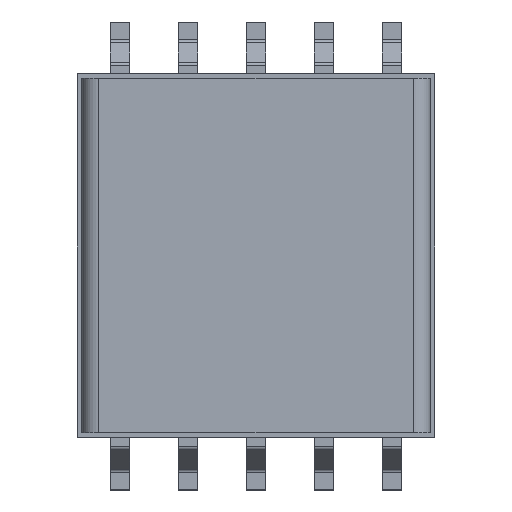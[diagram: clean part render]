
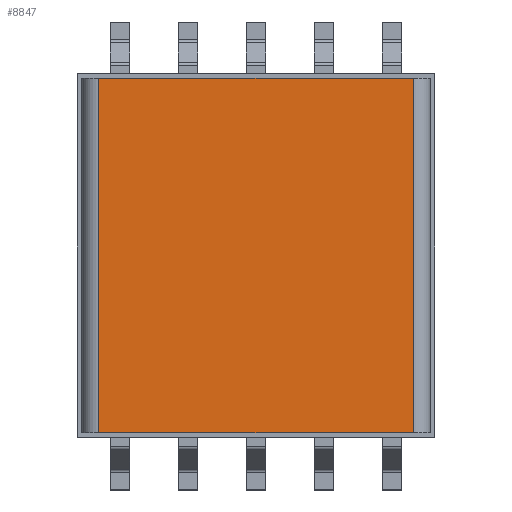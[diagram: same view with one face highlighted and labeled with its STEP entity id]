
A CAD part, top view. The second image highlights one B-rep face of the part: STEP entity #8847.
In plain terms, the highlighted face is planar.
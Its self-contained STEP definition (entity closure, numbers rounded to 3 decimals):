
#207=PLANE('',#9482);
#857=LINE('',#13229,#1491);
#876=LINE('',#13271,#1510);
#877=LINE('',#13273,#1511);
#878=LINE('',#13275,#1512);
#1491=VECTOR('',#11322,1000.);
#1510=VECTOR('',#11363,1000.);
#1511=VECTOR('',#11364,1000.);
#1512=VECTOR('',#11365,1000.);
#3616=ORIENTED_EDGE('',*,*,#4562,.T.);
#3617=ORIENTED_EDGE('',*,*,#4542,.T.);
#3618=ORIENTED_EDGE('',*,*,#4563,.T.);
#3619=ORIENTED_EDGE('',*,*,#4564,.T.);
#4542=EDGE_CURVE('',#5131,#5130,#857,.T.);
#4562=EDGE_CURVE('',#5143,#5131,#876,.T.);
#4563=EDGE_CURVE('',#5130,#5144,#877,.T.);
#4564=EDGE_CURVE('',#5144,#5143,#878,.T.);
#5130=VERTEX_POINT('',#13228);
#5131=VERTEX_POINT('',#13230);
#5143=VERTEX_POINT('',#13272);
#5144=VERTEX_POINT('',#13274);
#5519=EDGE_LOOP('',(#3616,#3617,#3618,#3619));
#5879=FACE_BOUND('',#5519,.T.);
#8847=ADVANCED_FACE('',(#5879),#207,.F.);
#9482=AXIS2_PLACEMENT_3D('',#13270,#11361,#11362);
#11322=DIRECTION('',(0.,0.,1.));
#11361=DIRECTION('',(0.,-1.,0.));
#11362=DIRECTION('',(1.,0.,0.));
#11363=DIRECTION('',(-1.,0.,0.));
#11364=DIRECTION('',(1.,0.,0.));
#11365=DIRECTION('',(0.,0.,-1.));
#13228=CARTESIAN_POINT('',(-6.5,11.96,5.76));
#13229=CARTESIAN_POINT('',(-6.5,11.96,6.4));
#13230=CARTESIAN_POINT('',(-6.5,11.96,-5.76));
#13270=CARTESIAN_POINT('',(0.,11.96,-6.4));
#13271=CARTESIAN_POINT('',(0.,11.96,-5.76));
#13272=CARTESIAN_POINT('',(6.5,11.96,-5.76));
#13273=CARTESIAN_POINT('',(0.,11.96,5.76));
#13274=CARTESIAN_POINT('',(6.5,11.96,5.76));
#13275=CARTESIAN_POINT('',(6.5,11.96,-6.4));
